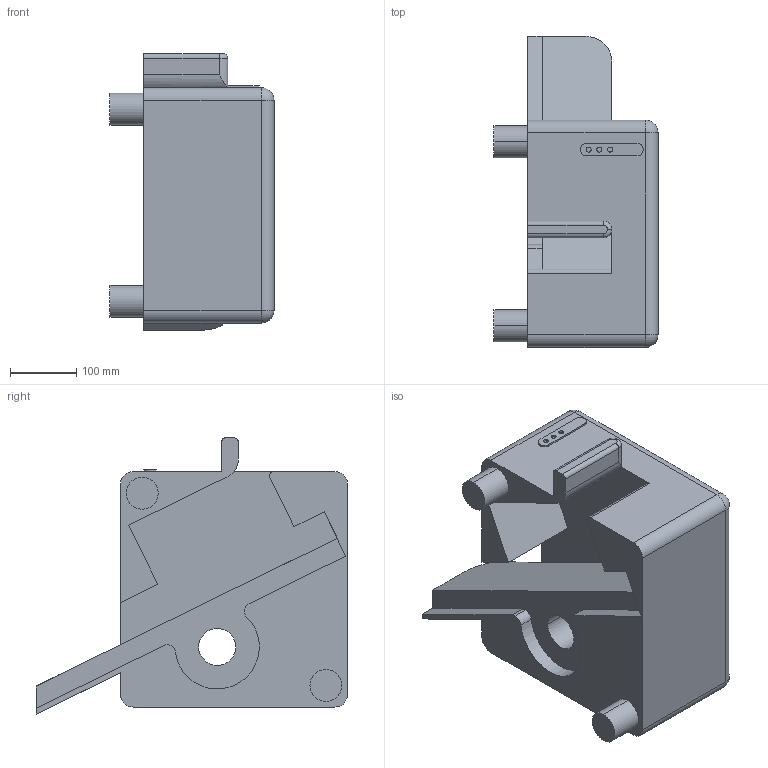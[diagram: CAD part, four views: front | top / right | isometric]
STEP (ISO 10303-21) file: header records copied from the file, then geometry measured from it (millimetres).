
FILE_DESCRIPTION (( 'STEP AP214' ), '1' );
FILE_NAME ('Main base turn side.STEP', '2018-10-27T18:08:39', ( '' ), ( '' ), 'SwSTEP 2.0', 'SolidWorks 2017', '' );
FILE_SCHEMA (( 'AUTOMOTIVE_DESIGN' ));
Length unit declared in the file: inch
Products named in the file (1): Main base turn side
Bounding box: 247.65 x 469.9 x 417.06 mm (x, y, z)
Volume: 18620564.1 mm3; surface area: 704322.5 mm2
Topology: 1 solids, 1 shells, 71 faces, 178 edges, 111 vertices
Faces by surface type: cylinder 33, plane 32, sphere 4, torus 2
Entity records: 2769 total; most frequent: CARTESIAN_POINT 383, DIRECTION 383, ORIENTED_EDGE 348, EDGE_CURVE 174, AXIS2_PLACEMENT_3D 140, VERTEX_POINT 111, LINE 103, VECTOR 103
